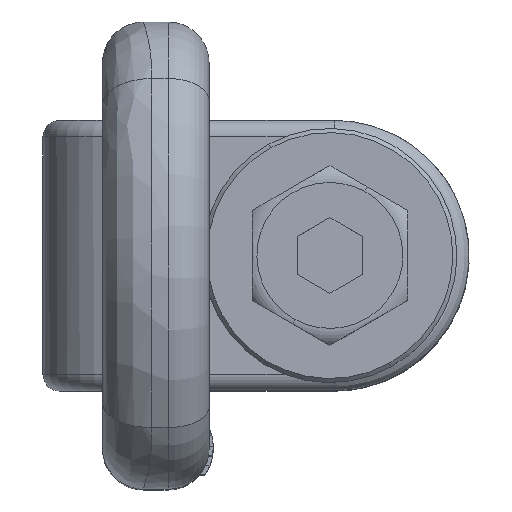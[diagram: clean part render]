
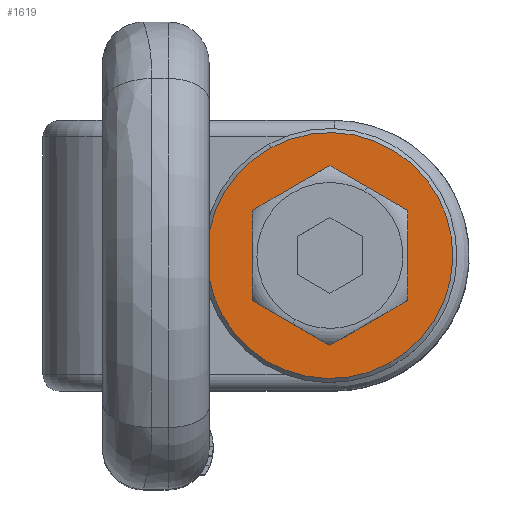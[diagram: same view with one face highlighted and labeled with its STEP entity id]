
A CAD part, top view. The second image highlights one B-rep face of the part: STEP entity #1619.
In plain terms, the highlighted planar face has unit normal (0, 0, 1).
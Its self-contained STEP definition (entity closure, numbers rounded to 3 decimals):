
#1505=CARTESIAN_POINT('Vertex',(7.191,-13.164,0.)) ;
#1508=CARTESIAN_POINT('Axis2P3D Location',(0.,0.,0.)) ;
#1512=CARTESIAN_POINT('Vertex',(-7.191,13.164,0.)) ;
#1580=CARTESIAN_POINT('Axis2P3D Location',(0.,0.,0.)) ;
#1592=CARTESIAN_POINT('Axis2P3D Location',(0.,7.15,0.)) ;
#1601=CARTESIAN_POINT('Axis2P3D Location',(0.,0.,0.)) ;
#1605=CARTESIAN_POINT('Vertex',(-3.428,6.275,0.)) ;
#1607=CARTESIAN_POINT('Vertex',(3.428,-6.275,0.)) ;
#1610=CARTESIAN_POINT('Axis2P3D Location',(0.,0.,0.)) ;
#1509=DIRECTION('Axis2P3D Direction',(-0.,0.,-1.)) ;
#1581=DIRECTION('Axis2P3D Direction',(-0.,0.,-1.)) ;
#1593=DIRECTION('Axis2P3D Direction',(0.,0.,1.)) ;
#1594=DIRECTION('Axis2P3D XDirection',(1.,0.,0.)) ;
#1602=DIRECTION('Axis2P3D Direction',(0.,0.,1.)) ;
#1611=DIRECTION('Axis2P3D Direction',(0.,0.,1.)) ;
#1510=AXIS2_PLACEMENT_3D('Circle Axis2P3D',#1508,#1509,$) ;
#1582=AXIS2_PLACEMENT_3D('Circle Axis2P3D',#1580,#1581,$) ;
#1595=AXIS2_PLACEMENT_3D('Plane Axis2P3D',#1592,#1593,#1594) ;
#1603=AXIS2_PLACEMENT_3D('Circle Axis2P3D',#1601,#1602,$) ;
#1612=AXIS2_PLACEMENT_3D('Circle Axis2P3D',#1610,#1611,$) ;
#1598=ORIENTED_EDGE('',*,*,#1584,.T.) ;
#1599=ORIENTED_EDGE('',*,*,#1514,.T.) ;
#1616=ORIENTED_EDGE('',*,*,#1609,.F.) ;
#1617=ORIENTED_EDGE('',*,*,#1614,.F.) ;
#1618=FACE_BOUND('',#1615,.T.) ;
#1619=ADVANCED_FACE('\X2\51434EF6672C9AD4\X0\',(#1600,#1618),#1596,.T.) ;
#1511=CIRCLE('generated circle',#1510,15.) ;
#1583=CIRCLE('generated circle',#1582,15.) ;
#1604=CIRCLE('generated circle',#1603,7.15) ;
#1613=CIRCLE('generated circle',#1612,7.15) ;
#1514=EDGE_CURVE('',#1513,#1506,#1511,.F.) ;
#1584=EDGE_CURVE('',#1506,#1513,#1583,.F.) ;
#1609=EDGE_CURVE('',#1606,#1608,#1604,.T.) ;
#1614=EDGE_CURVE('',#1608,#1606,#1613,.T.) ;
#1597=EDGE_LOOP('',(#1598,#1599)) ;
#1615=EDGE_LOOP('',(#1616,#1617)) ;
#1600=FACE_OUTER_BOUND('',#1597,.T.) ;
#1596=PLANE('',#1595) ;
#1506=VERTEX_POINT('',#1505) ;
#1513=VERTEX_POINT('',#1512) ;
#1606=VERTEX_POINT('',#1605) ;
#1608=VERTEX_POINT('',#1607) ;
